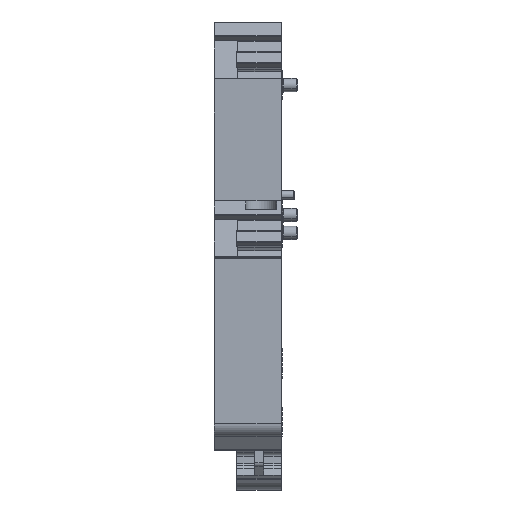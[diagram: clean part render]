
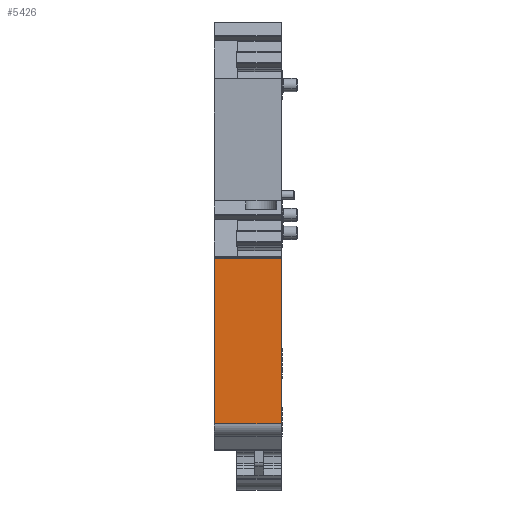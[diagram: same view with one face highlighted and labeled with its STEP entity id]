
A CAD part, front view. The second image highlights one B-rep face of the part: STEP entity #5426.
In plain terms, the highlighted planar face has unit normal (0, -1, 0).
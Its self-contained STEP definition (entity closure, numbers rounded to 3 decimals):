
#5398=AXIS2_PLACEMENT_3D('Plane Axis2P3D',#5395,#5396,#5397) ;
#5364=CARTESIAN_POINT('Vertex',(7.495,0.,7.397)) ;
#5367=CARTESIAN_POINT('Line Origine',(4.998,0.,7.397)) ;
#5371=CARTESIAN_POINT('Vertex',(2.5,0.,7.397)) ;
#5374=CARTESIAN_POINT('Line Origine',(4.998,0.,7.397)) ;
#5378=CARTESIAN_POINT('Vertex',(0.,0.,7.397)) ;
#5395=CARTESIAN_POINT('Axis2P3D Location',(7.495,0.,7.397)) ;
#5400=CARTESIAN_POINT('Line Origine',(7.495,0.,16.643)) ;
#5404=CARTESIAN_POINT('Vertex',(7.495,0.,25.888)) ;
#5407=CARTESIAN_POINT('Line Origine',(3.748,0.,25.888)) ;
#5411=CARTESIAN_POINT('Vertex',(0.,0.,25.888)) ;
#5414=CARTESIAN_POINT('Line Origine',(0.,0.,16.643)) ;
#5368=DIRECTION('Vector Direction',(-1.,0.,0.)) ;
#5375=DIRECTION('Vector Direction',(-1.,0.,0.)) ;
#5396=DIRECTION('Axis2P3D Direction',(0.,1.,0.)) ;
#5397=DIRECTION('Axis2P3D XDirection',(0.,0.,1.)) ;
#5401=DIRECTION('Vector Direction',(0.,0.,1.)) ;
#5408=DIRECTION('Vector Direction',(-1.,0.,0.)) ;
#5415=DIRECTION('Vector Direction',(0.,0.,1.)) ;
#5369=VECTOR('Line Direction',#5368,1.) ;
#5376=VECTOR('Line Direction',#5375,1.) ;
#5402=VECTOR('Line Direction',#5401,1.) ;
#5409=VECTOR('Line Direction',#5408,1.) ;
#5416=VECTOR('Line Direction',#5415,1.) ;
#5420=ORIENTED_EDGE('',*,*,#5406,.F.) ;
#5421=ORIENTED_EDGE('',*,*,#5413,.T.) ;
#5422=ORIENTED_EDGE('',*,*,#5418,.F.) ;
#5423=ORIENTED_EDGE('',*,*,#5380,.F.) ;
#5424=ORIENTED_EDGE('',*,*,#5373,.F.) ;
#5426=ADVANCED_FACE('V2',(#5425),#5399,.F.) ;
#5373=EDGE_CURVE('',#5365,#5372,#5370,.T.) ;
#5380=EDGE_CURVE('',#5372,#5379,#5377,.T.) ;
#5406=EDGE_CURVE('',#5405,#5365,#5403,.F.) ;
#5413=EDGE_CURVE('',#5405,#5412,#5410,.T.) ;
#5418=EDGE_CURVE('',#5379,#5412,#5417,.T.) ;
#5419=EDGE_LOOP('',(#5420,#5421,#5422,#5423,#5424)) ;
#5425=FACE_OUTER_BOUND('',#5419,.T.) ;
#5370=LINE('Line',#5367,#5369) ;
#5377=LINE('Line',#5374,#5376) ;
#5403=LINE('Line',#5400,#5402) ;
#5410=LINE('Line',#5407,#5409) ;
#5417=LINE('Line',#5414,#5416) ;
#5399=PLANE('',#5398) ;
#5365=VERTEX_POINT('',#5364) ;
#5372=VERTEX_POINT('',#5371) ;
#5379=VERTEX_POINT('',#5378) ;
#5405=VERTEX_POINT('',#5404) ;
#5412=VERTEX_POINT('',#5411) ;
